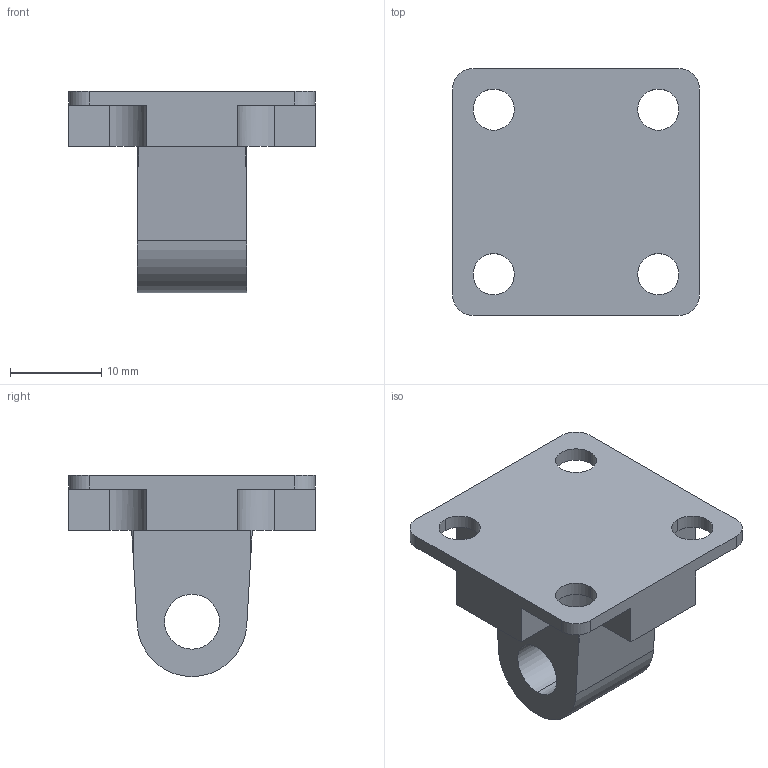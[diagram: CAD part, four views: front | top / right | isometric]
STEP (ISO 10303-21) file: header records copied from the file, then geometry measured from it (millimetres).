
FILE_DESCRIPTION(('STEP AP203'),'1');
FILE_NAME('chape_vpf-11_16.stp','2018-10-24T19:59:25',('TraceParts'),('TraceParts S.A.'),'Spatial InterOp 3D',' ',' ');
FILE_SCHEMA(('CONFIG_CONTROL_DESIGN'));
Length unit declared in the file: millimetre
Products named in the file (1): 1
Bounding box: 27 x 27 x 22 mm (x, y, z)
Volume: 4885.8 mm3; surface area: 2860.4 mm2
Topology: 1 solids, 1 shells, 45 faces, 129 edges, 86 vertices
Faces by surface type: plane 25, cylinder 20
Entity records: 1555 total; most frequent: DIRECTION 269, CARTESIAN_POINT 261, ORIENTED_EDGE 258, EDGE_CURVE 129, AXIS2_PLACEMENT_3D 94, VERTEX_POINT 86, LINE 81, VECTOR 81
